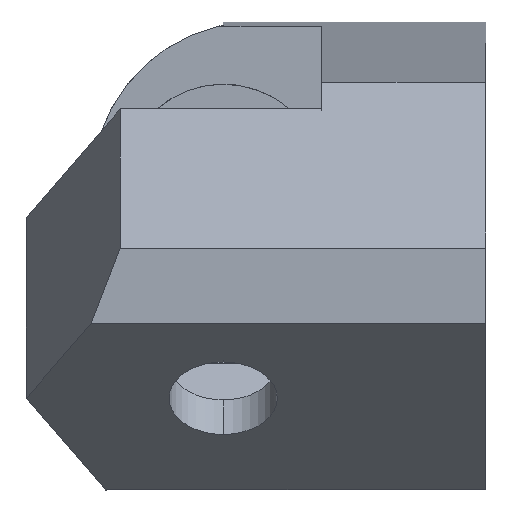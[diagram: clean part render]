
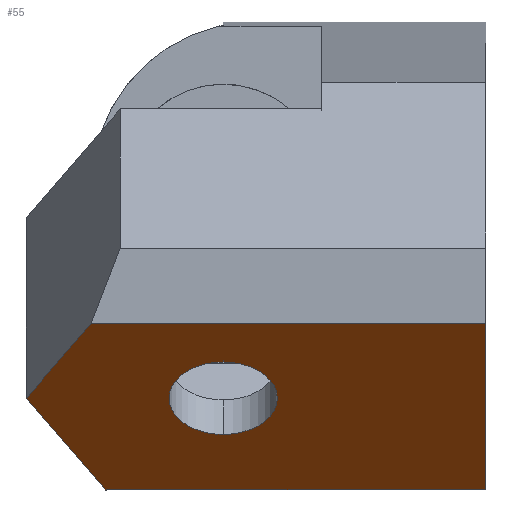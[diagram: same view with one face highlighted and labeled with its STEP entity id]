
A CAD part, top view. The second image highlights one B-rep face of the part: STEP entity #55.
In plain terms, the highlighted planar face has unit normal (0, -0.743, 0.669).
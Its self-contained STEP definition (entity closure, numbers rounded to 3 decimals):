
#38 = ORIENTED_EDGE ( 'NONE', *, *, #1333, .T. ) ;
#41 = AXIS2_PLACEMENT_3D ( 'NONE', #842, #960, #623 ) ;
#55 = ADVANCED_FACE ( 'NONE', ( #1344, #1243 ), #846, .T. ) ;
#71 = CARTESIAN_POINT ( 'NONE',  ( -15., -56.31, 46.864 ) ) ;
#89 = CARTESIAN_POINT ( 'NONE',  ( -8.589, -56.31, 46.864 ) ) ;
#120 = DIRECTION ( 'NONE',  ( -1., 0., 0. ) ) ;
#134 = VECTOR ( 'NONE', #1067, 1000. ) ;
#144 = ORIENTED_EDGE ( 'NONE', *, *, #797, .T. ) ;
#216 = VECTOR ( 'NONE', #120, 1000. ) ;
#221 = CARTESIAN_POINT ( 'NONE',  ( -5., -52.412, 51.193 ) ) ;
#258 = CARTESIAN_POINT ( 'NONE',  ( 3., -56.31, 46.864 ) ) ;
#275 = DIRECTION ( 'NONE',  ( 0., -0.669, -0.743 ) ) ;
#303 = CARTESIAN_POINT ( 'NONE',  ( -5., -53.516, 49.967 ) ) ;
#359 = AXIS2_PLACEMENT_3D ( 'NONE', #1318, #564, #870 ) ;
#374 = CARTESIAN_POINT ( 'NONE',  ( 3., -51.235, 52.5 ) ) ;
#400 = EDGE_LOOP ( 'NONE', ( #507, #467, #913, #38, #144 ) ) ;
#452 = CARTESIAN_POINT ( 'NONE',  ( -11., -53.516, 49.967 ) ) ;
#456 = CARTESIAN_POINT ( 'NONE',  ( -9.032, -51.235, 52.5 ) ) ;
#467 = ORIENTED_EDGE ( 'NONE', *, *, #924, .F. ) ;
#476 = DIRECTION ( 'NONE',  ( 0.5, -0.579, -0.644 ) ) ;
#507 = ORIENTED_EDGE ( 'NONE', *, *, #1047, .T. ) ;
#514 = DIRECTION ( 'NONE',  ( 0., 0.743, -0.669 ) ) ;
#561 = CARTESIAN_POINT ( 'NONE',  ( -5., -54.62, 48.74 ) ) ;
#564 = DIRECTION ( 'NONE',  ( 0., 0.743, -0.669 ) ) ;
#572 = CARTESIAN_POINT ( 'NONE',  ( 10., -51.235, 52.5 ) ) ;
#602 = CARTESIAN_POINT ( 'NONE',  ( -9.032, -51.235, 52.5 ) ) ;
#613 = VERTEX_POINT ( 'NONE', #89 ) ;
#623 = DIRECTION ( 'NONE',  ( 0., -0.669, -0.743 ) ) ;
#633 = EDGE_CURVE ( 'NONE', #1326, #1101, #658, .T. ) ;
#641 = VECTOR ( 'NONE', #476, 1000. ) ;
#658 = CIRCLE ( 'NONE', #359, 1.65 ) ;
#683 = DIRECTION ( 'NONE',  ( -0.5, -0.579, -0.644 ) ) ;
#740 = DIRECTION ( 'NONE',  ( 0., -0.669, -0.743 ) ) ;
#785 = LINE ( 'NONE', #1011, #641 ) ;
#797 = EDGE_CURVE ( 'NONE', #1234, #613, #785, .T. ) ;
#801 = LINE ( 'NONE', #1021, #1268 ) ;
#842 = CARTESIAN_POINT ( 'NONE',  ( 10., -85., 15. ) ) ;
#846 = PLANE ( 'NONE',  #41 ) ;
#870 = DIRECTION ( 'NONE',  ( 0., -0.669, -0.743 ) ) ;
#913 = ORIENTED_EDGE ( 'NONE', *, *, #1286, .T. ) ;
#924 = EDGE_CURVE ( 'NONE', #1368, #1380, #801, .T. ) ;
#955 = VERTEX_POINT ( 'NONE', #602 ) ;
#960 = DIRECTION ( 'NONE',  ( 0., -0.743, 0.669 ) ) ;
#987 = ORIENTED_EDGE ( 'NONE', *, *, #1408, .T. ) ;
#992 = LINE ( 'NONE', #456, #1154 ) ;
#1011 = CARTESIAN_POINT ( 'NONE',  ( -11., -53.516, 49.967 ) ) ;
#1021 = CARTESIAN_POINT ( 'NONE',  ( 3., -51.235, 52.5 ) ) ;
#1047 = EDGE_CURVE ( 'NONE', #613, #1380, #1284, .T. ) ;
#1067 = DIRECTION ( 'NONE',  ( 1., 0., 0. ) ) ;
#1087 = LINE ( 'NONE', #572, #216 ) ;
#1101 = VERTEX_POINT ( 'NONE', #221 ) ;
#1128 = ORIENTED_EDGE ( 'NONE', *, *, #633, .T. ) ;
#1154 = VECTOR ( 'NONE', #683, 1000. ) ;
#1214 = EDGE_LOOP ( 'NONE', ( #1128, #987 ) ) ;
#1234 = VERTEX_POINT ( 'NONE', #452 ) ;
#1243 = FACE_OUTER_BOUND ( 'NONE', #400, .T. ) ;
#1268 = VECTOR ( 'NONE', #275, 1000. ) ;
#1284 = LINE ( 'NONE', #71, #134 ) ;
#1286 = EDGE_CURVE ( 'NONE', #1368, #955, #1087, .T. ) ;
#1318 = CARTESIAN_POINT ( 'NONE',  ( -5., -53.516, 49.967 ) ) ;
#1326 = VERTEX_POINT ( 'NONE', #561 ) ;
#1333 = EDGE_CURVE ( 'NONE', #955, #1234, #992, .T. ) ;
#1344 = FACE_BOUND ( 'NONE', #1214, .T. ) ;
#1359 = AXIS2_PLACEMENT_3D ( 'NONE', #303, #514, #740 ) ;
#1368 = VERTEX_POINT ( 'NONE', #374 ) ;
#1380 = VERTEX_POINT ( 'NONE', #258 ) ;
#1404 = CIRCLE ( 'NONE', #1359, 1.65 ) ;
#1408 = EDGE_CURVE ( 'NONE', #1101, #1326, #1404, .T. ) ;
